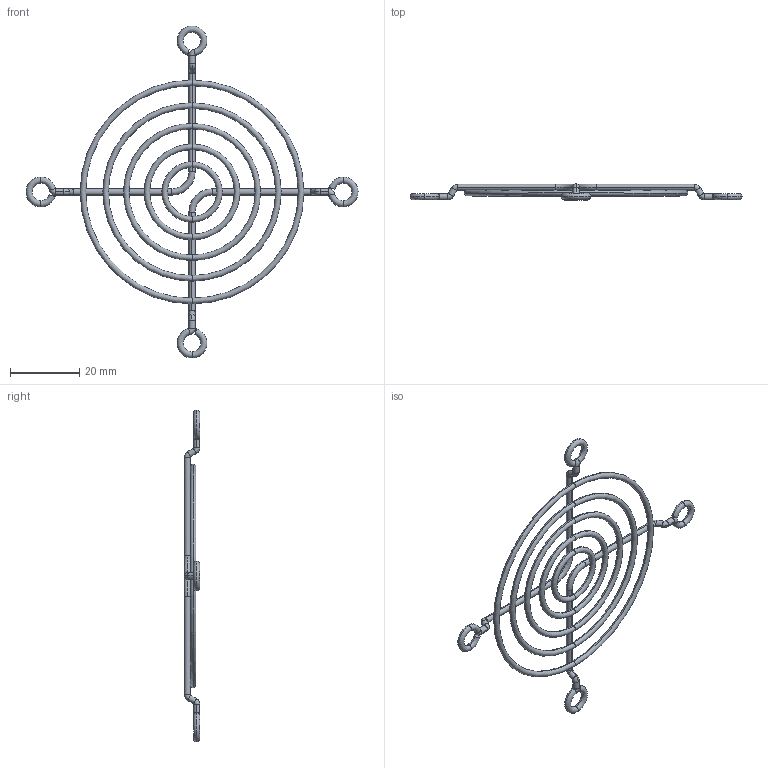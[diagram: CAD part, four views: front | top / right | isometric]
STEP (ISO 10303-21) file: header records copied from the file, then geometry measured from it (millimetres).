
FILE_DESCRIPTION (( 'STEP AP203' ), '1' );
FILE_NAME ('G70-5.stp', '2025-01-02T20:30:18', ( '' ), ( '' ), 'SwSTEP 2.0', 'SolidWorks 2018', '' );
FILE_SCHEMA (( 'CONFIG_CONTROL_DESIGN' ));
Length unit declared in the file: millimetre
Products named in the file (1): G70-5
Bounding box: 95.72 x 4.5 x 95.72 mm (x, y, z)
Volume: 1828.5 mm3; surface area: 4411.1 mm2
Topology: 7 solids, 7 shells, 94 faces, 200 edges, 110 vertices
Faces by surface type: torus 66, cylinder 24, plane 4
Entity records: 2645 total; most frequent: DIRECTION 566, CARTESIAN_POINT 405, ORIENTED_EDGE 400, AXIS2_PLACEMENT_3D 271, EDGE_CURVE 200, CIRCLE 176, VERTEX_POINT 110, ADVANCED_FACE 94
